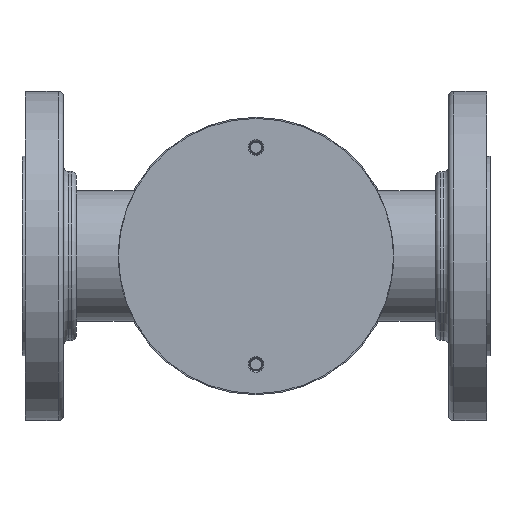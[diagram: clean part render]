
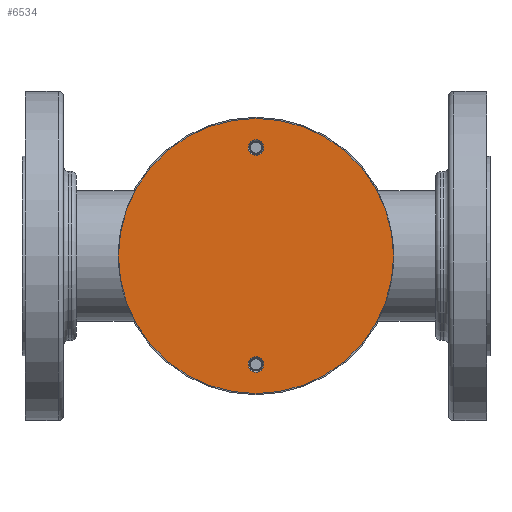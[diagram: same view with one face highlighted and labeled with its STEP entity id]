
A CAD part, front view. The second image highlights one B-rep face of the part: STEP entity #6534.
In plain terms, the highlighted planar face has unit normal (0, -1, 0).
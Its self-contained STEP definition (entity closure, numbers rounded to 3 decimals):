
#53 = VERTEX_POINT ( 'NONE', #3894 ) ;
#942 = VERTEX_POINT ( 'NONE', #8617 ) ;
#1708 = PLANE ( 'NONE',  #2734 ) ;
#2419 = DIRECTION ( 'NONE',  ( 0., 0., 1. ) ) ;
#2734 = AXIS2_PLACEMENT_3D ( 'NONE', #10222, #12301, #8500 ) ;
#3133 = AXIS2_PLACEMENT_3D ( 'NONE', #8928, #8998, #9893 ) ;
#3321 = CIRCLE ( 'NONE', #12197, 3.6 ) ;
#3894 = CARTESIAN_POINT ( 'NONE',  ( 0., -57.205, -46.4 ) ) ;
#4610 = EDGE_CURVE ( 'NONE', #942, #942, #3321, .T. ) ;
#5131 = CARTESIAN_POINT ( 'NONE',  ( 0., -57.205, -50. ) ) ;
#5498 = ORIENTED_EDGE ( 'NONE', *, *, #4610, .T. ) ;
#6315 = DIRECTION ( 'NONE',  ( 0., 1., 0. ) ) ;
#6534 = ADVANCED_FACE ( 'NONE', ( #8438, #11162, #10341 ), #1708, .F. ) ;
#6774 = CIRCLE ( 'NONE', #7964, 3.6 ) ;
#7378 = EDGE_CURVE ( 'NONE', #9514, #9514, #10603, .T. ) ;
#7964 = AXIS2_PLACEMENT_3D ( 'NONE', #5131, #6315, #2419 ) ;
#8438 = FACE_BOUND ( 'NONE', #11307, .T. ) ;
#8500 = DIRECTION ( 'NONE',  ( 0., 0., 1. ) ) ;
#8547 = CARTESIAN_POINT ( 'NONE',  ( 0., -57.205, 63.5 ) ) ;
#8593 = CARTESIAN_POINT ( 'NONE',  ( 0., -57.205, 50. ) ) ;
#8617 = CARTESIAN_POINT ( 'NONE',  ( 0., -57.205, 53.6 ) ) ;
#8928 = CARTESIAN_POINT ( 'NONE',  ( 0., -57.205, 0. ) ) ;
#8985 = EDGE_CURVE ( 'NONE', #53, #53, #6774, .T. ) ;
#8998 = DIRECTION ( 'NONE',  ( 0., 1., 0. ) ) ;
#9514 = VERTEX_POINT ( 'NONE', #8547 ) ;
#9730 = EDGE_LOOP ( 'NONE', ( #12110 ) ) ;
#9893 = DIRECTION ( 'NONE',  ( 0., 0., 1. ) ) ;
#10222 = CARTESIAN_POINT ( 'NONE',  ( 0., -57.205, 0. ) ) ;
#10341 = FACE_OUTER_BOUND ( 'NONE', #9730, .T. ) ;
#10562 = DIRECTION ( 'NONE',  ( 0., 1., 0. ) ) ;
#10603 = CIRCLE ( 'NONE', #3133, 63.5 ) ;
#10684 = ORIENTED_EDGE ( 'NONE', *, *, #8985, .T. ) ;
#11162 = FACE_BOUND ( 'NONE', #11488, .T. ) ;
#11307 = EDGE_LOOP ( 'NONE', ( #10684 ) ) ;
#11488 = EDGE_LOOP ( 'NONE', ( #5498 ) ) ;
#12110 = ORIENTED_EDGE ( 'NONE', *, *, #7378, .F. ) ;
#12197 = AXIS2_PLACEMENT_3D ( 'NONE', #8593, #10562, #12457 ) ;
#12301 = DIRECTION ( 'NONE',  ( 0., 1., 0. ) ) ;
#12457 = DIRECTION ( 'NONE',  ( 0., 0., 1. ) ) ;
